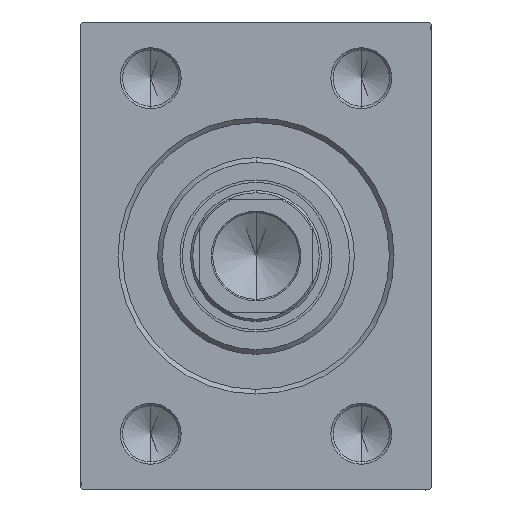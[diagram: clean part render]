
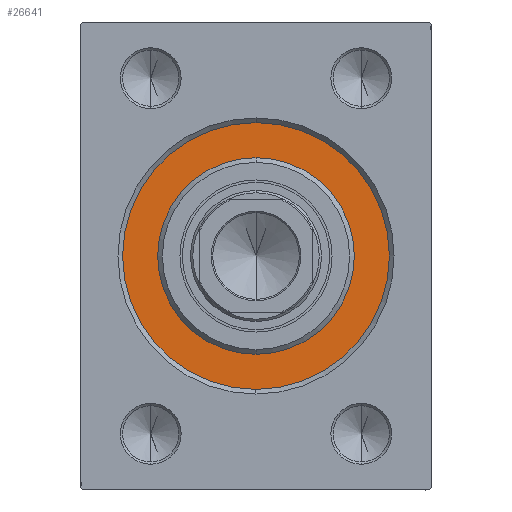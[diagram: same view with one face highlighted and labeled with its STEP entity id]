
A CAD part, left-side view. The second image highlights one B-rep face of the part: STEP entity #26641.
In plain terms, the highlighted face is planar.
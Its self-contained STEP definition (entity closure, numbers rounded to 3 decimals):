
#185 = CIRCLE ( 'NONE', #27863, 21. ) ;
#3185 = CIRCLE ( 'NONE', #3904, 28.5 ) ;
#3381 = CIRCLE ( 'NONE', #4100, 21. ) ;
#3734 = ORIENTED_EDGE ( 'NONE', *, *, #37268, .F. ) ;
#3904 = AXIS2_PLACEMENT_3D ( 'NONE', #14225, #16972, #44782 ) ;
#4100 = AXIS2_PLACEMENT_3D ( 'NONE', #9379, #22617, #19645 ) ;
#4659 = CARTESIAN_POINT ( 'NONE',  ( 0., 0., -21. ) ) ;
#6201 = CARTESIAN_POINT ( 'NONE',  ( 0., 0., 28.5 ) ) ;
#7147 = ORIENTED_EDGE ( 'NONE', *, *, #39167, .F. ) ;
#9379 = CARTESIAN_POINT ( 'NONE',  ( 0., 0., 0. ) ) ;
#9988 = PLANE ( 'NONE',  #41030 ) ;
#12407 = ORIENTED_EDGE ( 'NONE', *, *, #31170, .F. ) ;
#13503 = DIRECTION ( 'NONE',  ( 0., 0., -1. ) ) ;
#14225 = CARTESIAN_POINT ( 'NONE',  ( 0., 0., 0. ) ) ;
#14499 = VERTEX_POINT ( 'NONE', #24900 ) ;
#16972 = DIRECTION ( 'NONE',  ( -1., 0., 0. ) ) ;
#17053 = CARTESIAN_POINT ( 'NONE',  ( 0., 0., 0. ) ) ;
#17495 = DIRECTION ( 'NONE',  ( 0., 0., 1. ) ) ;
#19645 = DIRECTION ( 'NONE',  ( 0., 0., -1. ) ) ;
#21042 = ORIENTED_EDGE ( 'NONE', *, *, #28587, .F. ) ;
#22617 = DIRECTION ( 'NONE',  ( 1., 0., 0. ) ) ;
#23737 = AXIS2_PLACEMENT_3D ( 'NONE', #26151, #36644, #30023 ) ;
#24900 = CARTESIAN_POINT ( 'NONE',  ( 0., 0., -28.5 ) ) ;
#25274 = CARTESIAN_POINT ( 'NONE',  ( 0., 0., 21. ) ) ;
#26151 = CARTESIAN_POINT ( 'NONE',  ( 0., 0., 0. ) ) ;
#26641 = ADVANCED_FACE ( 'NONE', ( #37822, #38259 ), #9988, .F. ) ;
#27863 = AXIS2_PLACEMENT_3D ( 'NONE', #43904, #44733, #13503 ) ;
#28587 = EDGE_CURVE ( 'NONE', #40930, #30855, #185, .T. ) ;
#30023 = DIRECTION ( 'NONE',  ( 0., 0., 1. ) ) ;
#30855 = VERTEX_POINT ( 'NONE', #25274 ) ;
#31170 = EDGE_CURVE ( 'NONE', #36954, #14499, #3185, .T. ) ;
#36644 = DIRECTION ( 'NONE',  ( -1., 0., 0. ) ) ;
#36954 = VERTEX_POINT ( 'NONE', #6201 ) ;
#37268 = EDGE_CURVE ( 'NONE', #14499, #36954, #44847, .T. ) ;
#37822 = FACE_BOUND ( 'NONE', #41417, .T. ) ;
#38259 = FACE_OUTER_BOUND ( 'NONE', #44889, .T. ) ;
#39167 = EDGE_CURVE ( 'NONE', #30855, #40930, #3381, .T. ) ;
#40930 = VERTEX_POINT ( 'NONE', #4659 ) ;
#41030 = AXIS2_PLACEMENT_3D ( 'NONE', #17053, #44864, #17495 ) ;
#41417 = EDGE_LOOP ( 'NONE', ( #7147, #21042 ) ) ;
#43904 = CARTESIAN_POINT ( 'NONE',  ( 0., 0., 0. ) ) ;
#44733 = DIRECTION ( 'NONE',  ( 1., 0., 0. ) ) ;
#44782 = DIRECTION ( 'NONE',  ( 0., 0., 1. ) ) ;
#44847 = CIRCLE ( 'NONE', #23737, 28.5 ) ;
#44864 = DIRECTION ( 'NONE',  ( -1., 0., 0. ) ) ;
#44889 = EDGE_LOOP ( 'NONE', ( #3734, #12407 ) ) ;
